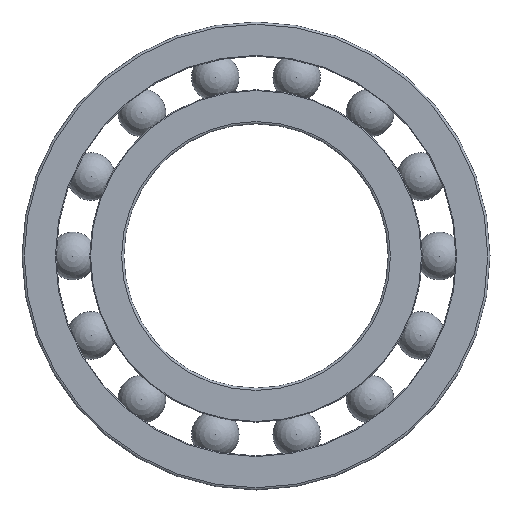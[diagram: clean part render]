
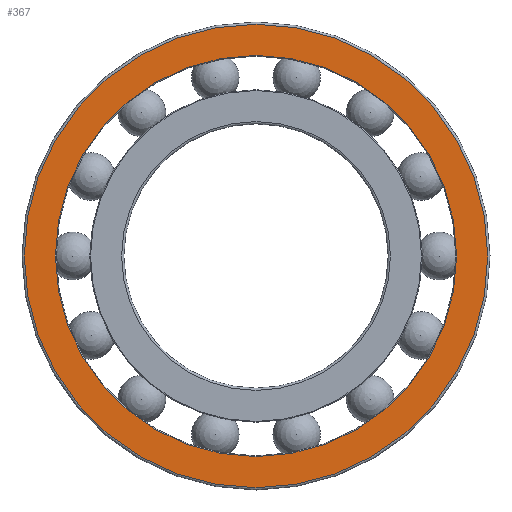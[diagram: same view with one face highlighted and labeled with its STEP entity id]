
A CAD part, left-side view. The second image highlights one B-rep face of the part: STEP entity #367.
In plain terms, the highlighted planar face has unit normal (-1, 0, 0).
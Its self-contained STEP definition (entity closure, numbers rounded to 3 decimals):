
#367 = ADVANCED_FACE( '', ( #541, #542 ), #543, .T. );
#541 = FACE_BOUND( '', #640, .T. );
#542 = FACE_OUTER_BOUND( '', #641, .T. );
#543 = PLANE( '', #642 );
#640 = EDGE_LOOP( '', ( #735 ) );
#641 = EDGE_LOOP( '', ( #736 ) );
#642 = AXIS2_PLACEMENT_3D( '', #737, #738, #739 );
#735 = ORIENTED_EDGE( '', *, *, #851, .T. );
#736 = ORIENTED_EDGE( '', *, *, #852, .F. );
#737 = CARTESIAN_POINT( '', ( 0., 30.7, 0. ) );
#738 = DIRECTION( '', ( -1., 0., 0. ) );
#739 = DIRECTION( '', ( 0., 0., 1. ) );
#851 = EDGE_CURVE( '', #899, #899, #900, .T. );
#852 = EDGE_CURVE( '', #901, #901, #902, .T. );
#899 = VERTEX_POINT( '', #960 );
#900 = CIRCLE( '', #961, 26.575 );
#901 = VERTEX_POINT( '', #962 );
#902 = CIRCLE( '', #963, 30.7 );
#960 = CARTESIAN_POINT( '', ( 0., 0., -26.575 ) );
#961 = AXIS2_PLACEMENT_3D( '', #1022, #1023, #1024 );
#962 = CARTESIAN_POINT( '', ( 0., 0., -30.7 ) );
#963 = AXIS2_PLACEMENT_3D( '', #1025, #1026, #1027 );
#1022 = CARTESIAN_POINT( '', ( 0., 0., 0. ) );
#1023 = DIRECTION( '', ( 1., 0., 0. ) );
#1024 = DIRECTION( '', ( 0., 0., -1. ) );
#1025 = CARTESIAN_POINT( '', ( 0., 0., 0. ) );
#1026 = DIRECTION( '', ( 1., 0., 0. ) );
#1027 = DIRECTION( '', ( 0., 0., -1. ) );
